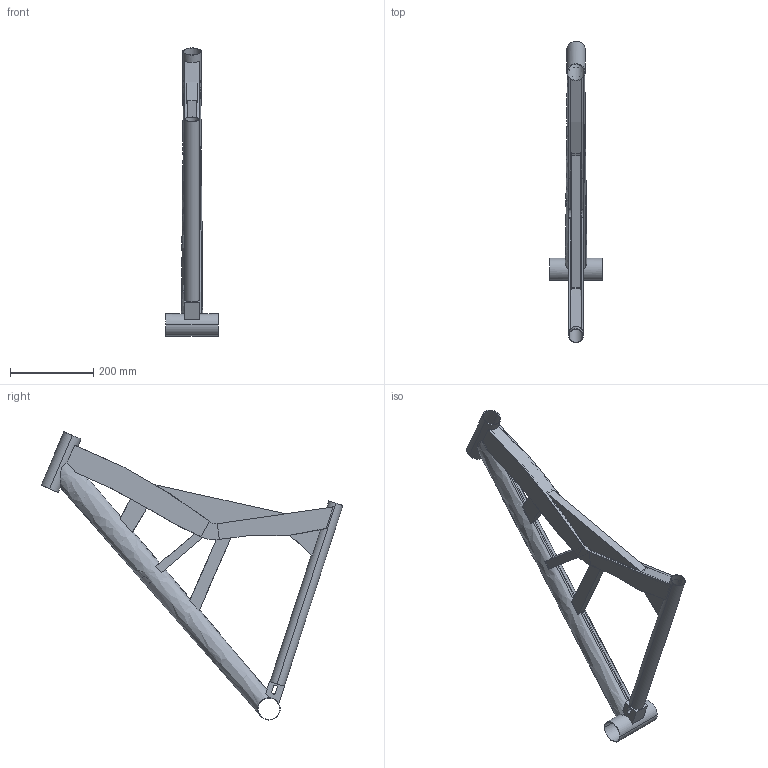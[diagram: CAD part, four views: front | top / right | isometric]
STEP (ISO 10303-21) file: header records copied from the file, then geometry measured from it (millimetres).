
FILE_DESCRIPTION(('CATIA V5 STEP Exchange'),'2;1');
FILE_NAME('BIKE_FRAME_EXAM3.stp','2017-10-27T06:34:26+00:00',('none'),('none'),'CATIA Version 5 Release 20 SP 7 (IN-10)','CATIA V5 STEP AP203','none');
FILE_SCHEMA(('CONFIG_CONTROL_DESIGN'));
Length unit declared in the file: millimetre
Products named in the file (1): BIKE_FRAME_REINFORCEMENT_FEA
Bounding box: 127 x 726.28 x 694.16 mm (x, y, z)
Volume: 1298576.9 mm3; surface area: 738468.7 mm2
Topology: 1 solids, 3 shells, 154 faces, 467 edges, 309 vertices
Faces by surface type: plane 89, bspline 39, cylinder 24, torus 2
Entity records: 12199 total; most frequent: CARTESIAN_POINT 8812, ORIENTED_EDGE 934, EDGE_CURVE 467, DIRECTION 314, VERTEX_POINT 308, B_SPLINE_CURVE_WITH_KNOTS 279, EDGE_LOOP 167, VECTOR 160
